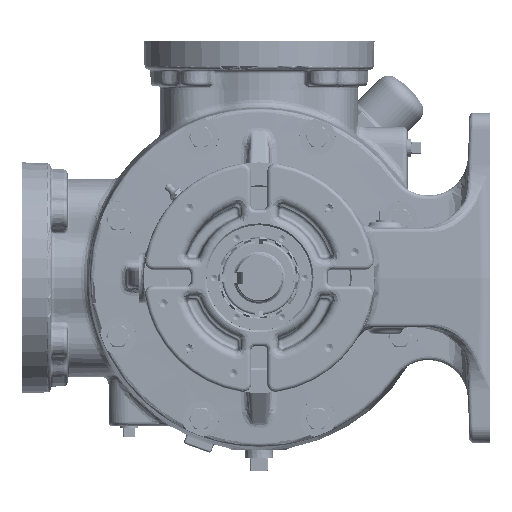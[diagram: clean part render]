
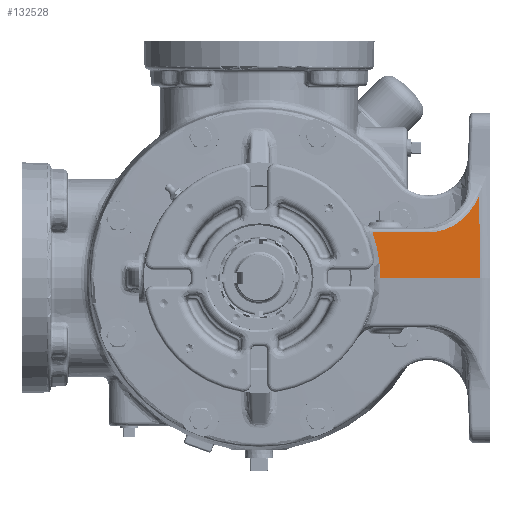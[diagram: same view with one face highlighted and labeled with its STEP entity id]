
A CAD part, left-side view. The second image highlights one B-rep face of the part: STEP entity #132528.
In plain terms, the highlighted planar face has unit normal (-0.642, -0.766, 0.035).
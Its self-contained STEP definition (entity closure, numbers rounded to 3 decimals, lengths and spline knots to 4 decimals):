
#2449 = DIRECTION ( 'NONE',  ( 0.766, -0.643, 0. ) ) ;
#10949 = CARTESIAN_POINT ( 'NONE',  ( -9.6462, -3.5918, 0.9383 ) ) ;
#12037 = AXIS2_PLACEMENT_3D ( 'NONE', #55863, #15826, #163905 ) ;
#14613 = EDGE_CURVE ( 'NONE', #224105, #214866, #137739, .T. ) ;
#15826 = DIRECTION ( 'NONE',  ( -0.642, -0.766, 0.035 ) ) ;
#16051 = DIRECTION ( 'NONE',  ( 0.035, 0.016, 0.999 ) ) ;
#17320 = CARTESIAN_POINT ( 'NONE',  ( -9.5972, -3.6757, 0. ) ) ;
#26297 = CARTESIAN_POINT ( 'NONE',  ( -6.962, -5.8238, 1.3842 ) ) ;
#26753 = CARTESIAN_POINT ( 'NONE',  ( -9.8089, -3.435, 1.3842 ) ) ;
#34263 = CARTESIAN_POINT ( 'NONE',  ( -5.8632, -6.6524, 3.434 ) ) ;
#37014 = ORIENTED_EDGE ( 'NONE', *, *, #222820, .T. ) ;
#37632 = FACE_OUTER_BOUND ( 'NONE', #235208, .T. ) ;
#39758 = CARTESIAN_POINT ( 'NONE',  ( -6.2759, -6.3809, 1.7931 ) ) ;
#40068 = LINE ( 'NONE', #184563, #161170 ) ;
#51302 = LINE ( 'NONE', #34263, #206040 ) ;
#55863 = CARTESIAN_POINT ( 'NONE',  ( -5.3907, -7.2054, 0. ) ) ;
#66701 = VERTEX_POINT ( 'NONE', #89033 ) ;
#72345 = ORIENTED_EDGE ( 'NONE', *, *, #201225, .T. ) ;
#73944 = CARTESIAN_POINT ( 'NONE',  ( -5.3596, -7.1684, 1.3842 ) ) ;
#76195 = CARTESIAN_POINT ( 'NONE',  ( -5.896, -6.6677, 2.4956 ) ) ;
#79761 = CARTESIAN_POINT ( 'NONE',  ( -7.7607, -5.1537, 1.3842 ) ) ;
#84994 = CARTESIAN_POINT ( 'NONE',  ( -9.575, -3.6728, 0.4726 ) ) ;
#89033 = CARTESIAN_POINT ( 'NONE',  ( -7.7607, -5.1537, 1.3842 ) ) ;
#92982 = EDGE_CURVE ( 'NONE', #117509, #66701, #205681, .T. ) ;
#107305 = VECTOR ( 'NONE', #185568, 39.3701 ) ;
#108025 = PLANE ( 'NONE',  #12037 ) ;
#117509 = VERTEX_POINT ( 'NONE', #229428 ) ;
#132528 = ADVANCED_FACE ( 'Defeatured_0_2321', ( #37632 ), #108025, .T. ) ;
#137739 =( BOUNDED_CURVE ( )  B_SPLINE_CURVE ( 3, ( #26753, #10949, #84994, #176039 ),
 .UNSPECIFIED., .F., .F. ) 
 B_SPLINE_CURVE_WITH_KNOTS ( ( 4, 4 ),
 ( 2.8489, 3.181 ),
 .UNSPECIFIED. ) 
 CURVE ( )  GEOMETRIC_REPRESENTATION_ITEM ( )  RATIONAL_B_SPLINE_CURVE ( ( 1., 0.991, 0.991, 1. ) ) 
 REPRESENTATION_ITEM ( '' )  );
#145141 = CARTESIAN_POINT ( 'NONE',  ( -5.9831, -6.7083, 0. ) ) ;
#150300 = LINE ( 'NONE', #73944, #107305 ) ;
#161170 = VECTOR ( 'NONE', #2449, 39.3701 ) ;
#163761 = ORIENTED_EDGE ( 'NONE', *, *, #14613, .T. ) ;
#163905 = DIRECTION ( 'NONE',  ( 0.766, -0.643, 0. ) ) ;
#165843 = ORIENTED_EDGE ( 'NONE', *, *, #92982, .T. ) ;
#168509 = CARTESIAN_POINT ( 'NONE',  ( -9.8089, -3.435, 1.3842 ) ) ;
#176039 = CARTESIAN_POINT ( 'NONE',  ( -9.5972, -3.6757, 0. ) ) ;
#184563 = CARTESIAN_POINT ( 'NONE',  ( -5.3907, -7.2054, 0. ) ) ;
#185568 = DIRECTION ( 'NONE',  ( -0.766, 0.643, 0. ) ) ;
#189759 = VERTEX_POINT ( 'NONE', #145141 ) ;
#201225 = EDGE_CURVE ( 'NONE', #214866, #189759, #40068, .T. ) ;
#205681 =( BOUNDED_CURVE ( )  B_SPLINE_CURVE ( 3, ( #76195, #39758, #26297, #79761 ),
 .UNSPECIFIED., .F., .F. ) 
 B_SPLINE_CURVE_WITH_KNOTS ( ( 4, 4 ),
 ( 3.5831, 4.6581 ),
 .UNSPECIFIED. ) 
 CURVE ( )  GEOMETRIC_REPRESENTATION_ITEM ( )  RATIONAL_B_SPLINE_CURVE ( ( 1., 0.906, 0.906, 1. ) ) 
 REPRESENTATION_ITEM ( '' )  );
#206040 = VECTOR ( 'NONE', #16051, 39.3701 ) ;
#212312 = EDGE_CURVE ( 'NONE', #66701, #224105, #150300, .T. ) ;
#214866 = VERTEX_POINT ( 'NONE', #17320 ) ;
#220546 = ORIENTED_EDGE ( 'NONE', *, *, #212312, .T. ) ;
#222820 = EDGE_CURVE ( 'NONE', #189759, #117509, #51302, .T. ) ;
#224105 = VERTEX_POINT ( 'NONE', #168509 ) ;
#229428 = CARTESIAN_POINT ( 'NONE',  ( -5.896, -6.6677, 2.4956 ) ) ;
#235208 = EDGE_LOOP ( 'NONE', ( #220546, #163761, #72345, #37014, #165843 ) ) ;
